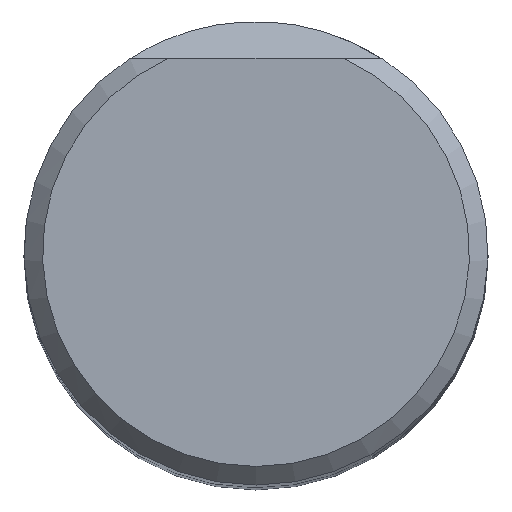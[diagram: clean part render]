
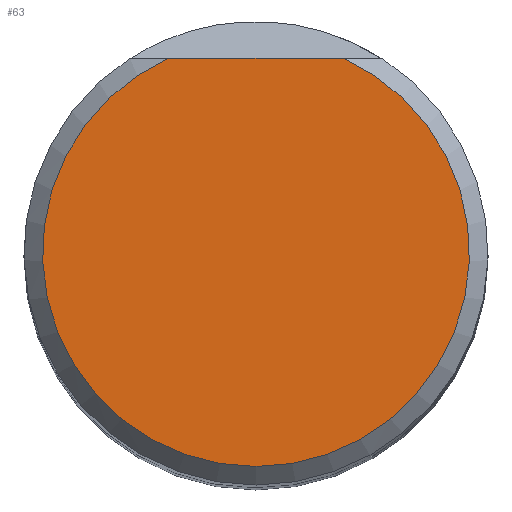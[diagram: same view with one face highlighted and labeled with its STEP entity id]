
A CAD part, top view. The second image highlights one B-rep face of the part: STEP entity #63.
In plain terms, the highlighted planar face has unit normal (0, 0, 1).
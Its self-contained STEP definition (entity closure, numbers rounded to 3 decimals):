
#43=PLANE('',#240);
#52=FACE_OUTER_BOUND('',#84,.T.);
#63=ADVANCED_FACE('',(#52),#43,.F.);
#84=EDGE_LOOP('',(#113,#114));
#98=CIRCLE('',#239,11.5);
#113=ORIENTED_EDGE('',*,*,#162,.F.);
#114=ORIENTED_EDGE('',*,*,#163,.T.);
#149=VERTEX_POINT('',#349);
#150=VERTEX_POINT('',#350);
#162=EDGE_CURVE('',#149,#150,#175,.T.);
#163=EDGE_CURVE('',#149,#150,#98,.T.);
#175=LINE('',#348,#183);
#183=VECTOR('',#277,1.);
#239=AXIS2_PLACEMENT_3D('',#351,#278,#279);
#240=AXIS2_PLACEMENT_3D('',#352,#280,#281);
#277=DIRECTION('',(1.,0.,0.));
#278=DIRECTION('',(0.,0.,1.));
#279=DIRECTION('',(-1.,0.,0.));
#280=DIRECTION('',(0.,0.,-1.));
#281=DIRECTION('',(-1.,0.,0.));
#348=CARTESIAN_POINT('',(0.,10.5,0.));
#349=CARTESIAN_POINT('',(-4.69,10.5,0.));
#350=CARTESIAN_POINT('',(4.69,10.5,0.));
#351=CARTESIAN_POINT('',(0.,0.,0.));
#352=CARTESIAN_POINT('',(0.,12.5,0.));
